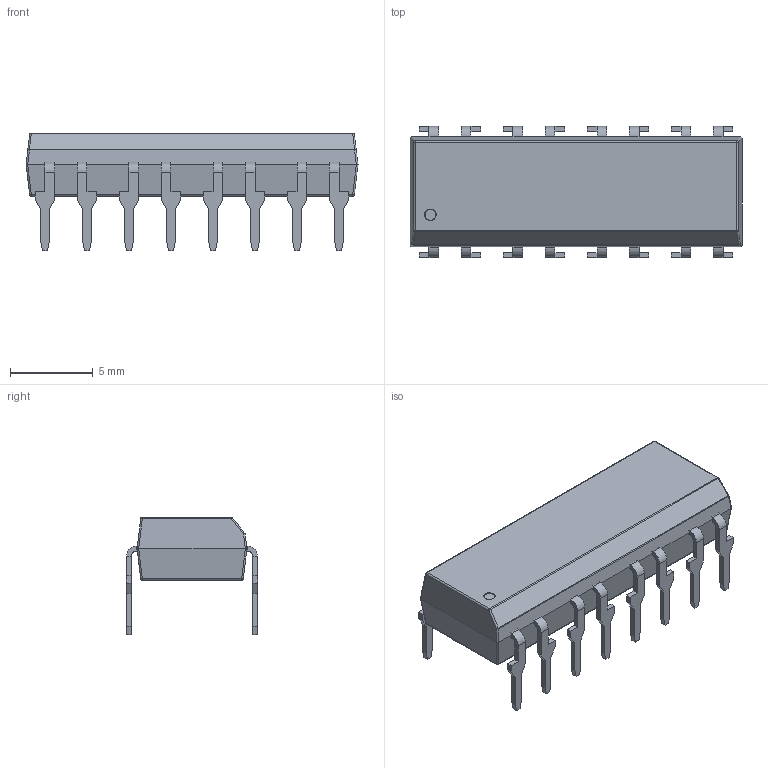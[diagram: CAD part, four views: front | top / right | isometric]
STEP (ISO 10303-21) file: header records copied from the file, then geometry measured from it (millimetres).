
FILE_DESCRIPTION(('STEP AP214'), '1');
FILE_NAME('DIP-OC', '2020-05-06T06:48:15', ('AF'), (''), 'UNSPECIFIED', 'UNSPECIFIED', '');
FILE_SCHEMA(('AUTOMOTIVE_DESIGN { 1 0 10303 214 3 1 1}'));
Length unit declared in the file: millimetre
Bounding box: 20.07 x 7.92 x 7.1 mm (x, y, z)
Volume: 494 mm3; surface area: 609.3 mm2
Topology: 17 solids, 17 shells, 394 faces, 925 edges, 556 vertices
Faces by surface type: plane 332, cylinder 51, bspline 8, sphere 2, cone 1
Entity records: 14392 total; most frequent: CARTESIAN_POINT 2055, ORIENTED_EDGE 1828, DIRECTION 1768, EDGE_CURVE 914, LINE 810, VECTOR 810, VERTEX_POINT 556, AXIS2_PLACEMENT_3D 479
